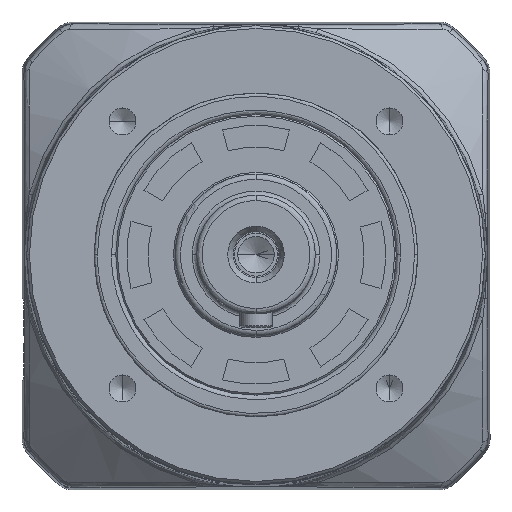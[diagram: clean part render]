
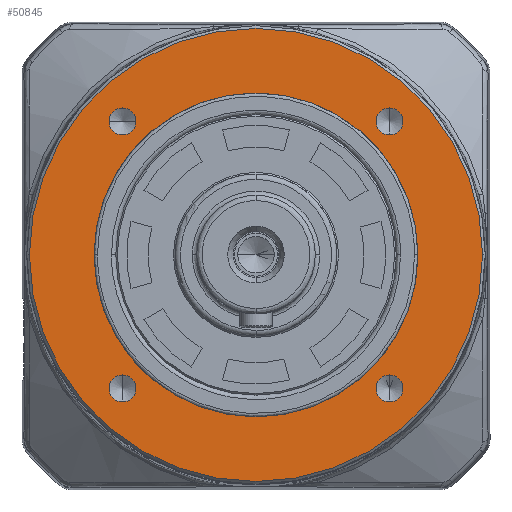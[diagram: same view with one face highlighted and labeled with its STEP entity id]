
A CAD part, top view. The second image highlights one B-rep face of the part: STEP entity #50845.
In plain terms, the highlighted planar face has unit normal (0, 0, 1).
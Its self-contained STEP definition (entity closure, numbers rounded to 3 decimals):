
#225 = ORIENTED_EDGE ( 'NONE', *, *, #50906, .T. ) ;
#746 = CARTESIAN_POINT ( 'NONE',  ( -24.749, -24.749, 41.5 ) ) ;
#849 = ORIENTED_EDGE ( 'NONE', *, *, #13893, .T. ) ;
#1191 = DIRECTION ( 'NONE',  ( 1., 0., 0. ) ) ;
#1501 = AXIS2_PLACEMENT_3D ( 'NONE', #31401, #31336, #31289 ) ;
#1757 = ORIENTED_EDGE ( 'NONE', *, *, #41093, .T. ) ;
#1843 = VERTEX_POINT ( 'NONE', #28169 ) ;
#2033 = CARTESIAN_POINT ( 'NONE',  ( 22.249, 24.749, 41.5 ) ) ;
#2747 = CIRCLE ( 'NONE', #1501, 2.5 ) ;
#3623 = FACE_BOUND ( 'NONE', #32791, .T. ) ;
#4312 = VERTEX_POINT ( 'NONE', #5029 ) ;
#4860 = DIRECTION ( 'NONE',  ( 1., 0., 0. ) ) ;
#5029 = CARTESIAN_POINT ( 'NONE',  ( -42., 0., 41.5 ) ) ;
#6029 = VERTEX_POINT ( 'NONE', #10048 ) ;
#6085 = DIRECTION ( 'NONE',  ( 1., 0., 0. ) ) ;
#6830 = CIRCLE ( 'NONE', #33380, 2.5 ) ;
#6862 = CIRCLE ( 'NONE', #15697, 2.5 ) ;
#7486 = CIRCLE ( 'NONE', #37736, 2.5 ) ;
#8286 = AXIS2_PLACEMENT_3D ( 'NONE', #47523, #23940, #47652 ) ;
#8504 = DIRECTION ( 'NONE',  ( 1., 0., 0. ) ) ;
#8564 = DIRECTION ( 'NONE',  ( 0., 0., -1. ) ) ;
#8658 = CARTESIAN_POINT ( 'NONE',  ( 0., 0., 41.5 ) ) ;
#8726 = VERTEX_POINT ( 'NONE', #39582 ) ;
#8944 = CARTESIAN_POINT ( 'NONE',  ( -30., 0., 41.5 ) ) ;
#9383 = AXIS2_PLACEMENT_3D ( 'NONE', #45928, #22316, #49783 ) ;
#9548 = CARTESIAN_POINT ( 'NONE',  ( 24.749, -24.749, 41.5 ) ) ;
#10048 = CARTESIAN_POINT ( 'NONE',  ( 42., 0., 41.5 ) ) ;
#10395 = CARTESIAN_POINT ( 'NONE',  ( 0., 0., 41.5 ) ) ;
#10911 = EDGE_CURVE ( 'NONE', #6029, #4312, #37056, .T. ) ;
#12252 = DIRECTION ( 'NONE',  ( 1., 0., 0. ) ) ;
#12298 = DIRECTION ( 'NONE',  ( 0., 0., -1. ) ) ;
#12307 = CARTESIAN_POINT ( 'NONE',  ( -24.749, -24.749, 41.5 ) ) ;
#12849 = CIRCLE ( 'NONE', #23283, 30. ) ;
#12856 = EDGE_CURVE ( 'NONE', #24510, #25708, #6862, .T. ) ;
#13086 = CIRCLE ( 'NONE', #45549, 42. ) ;
#13121 = CIRCLE ( 'NONE', #25884, 30. ) ;
#13471 = CARTESIAN_POINT ( 'NONE',  ( -22.249, -24.749, 41.5 ) ) ;
#13494 = VERTEX_POINT ( 'NONE', #42949 ) ;
#13561 = VERTEX_POINT ( 'NONE', #33989 ) ;
#13563 = DIRECTION ( 'NONE',  ( 1., 0., 0. ) ) ;
#13575 = ORIENTED_EDGE ( 'NONE', *, *, #13996, .T. ) ;
#13818 = VERTEX_POINT ( 'NONE', #25278 ) ;
#13893 = EDGE_CURVE ( 'NONE', #39849, #13494, #12849, .T. ) ;
#13996 = EDGE_CURVE ( 'NONE', #13494, #39849, #13121, .T. ) ;
#14370 = DIRECTION ( 'NONE',  ( -1., 0., 0. ) ) ;
#14502 = CARTESIAN_POINT ( 'NONE',  ( 24.749, -24.749, 41.5 ) ) ;
#14569 = ORIENTED_EDGE ( 'NONE', *, *, #12856, .T. ) ;
#15607 = FACE_BOUND ( 'NONE', #28131, .T. ) ;
#15697 = AXIS2_PLACEMENT_3D ( 'NONE', #30486, #30426, #30371 ) ;
#18010 = DIRECTION ( 'NONE',  ( 0., 0., 1. ) ) ;
#18535 = DIRECTION ( 'NONE',  ( 1., 0., 0. ) ) ;
#19812 = DIRECTION ( 'NONE',  ( 1., 0., 0. ) ) ;
#19877 = DIRECTION ( 'NONE',  ( 0., 0., -1. ) ) ;
#19954 = VERTEX_POINT ( 'NONE', #13471 ) ;
#19978 = CARTESIAN_POINT ( 'NONE',  ( 0., 0., 41.5 ) ) ;
#20353 = ORIENTED_EDGE ( 'NONE', *, *, #51201, .T. ) ;
#22316 = DIRECTION ( 'NONE',  ( 0., 0., -1. ) ) ;
#22602 = EDGE_CURVE ( 'NONE', #13818, #19954, #26690, .T. ) ;
#23283 = AXIS2_PLACEMENT_3D ( 'NONE', #19978, #19877, #19812 ) ;
#23354 = CARTESIAN_POINT ( 'NONE',  ( -27.249, 24.749, 41.5 ) ) ;
#23594 = FACE_BOUND ( 'NONE', #27306, .T. ) ;
#23746 = ORIENTED_EDGE ( 'NONE', *, *, #35191, .T. ) ;
#23940 = DIRECTION ( 'NONE',  ( 0., 0., -1. ) ) ;
#24510 = VERTEX_POINT ( 'NONE', #2033 ) ;
#24806 = FACE_OUTER_BOUND ( 'NONE', #32490, .T. ) ;
#25100 = DIRECTION ( 'NONE',  ( 0., 0., -1. ) ) ;
#25278 = CARTESIAN_POINT ( 'NONE',  ( -27.249, -24.749, 41.5 ) ) ;
#25708 = VERTEX_POINT ( 'NONE', #32053 ) ;
#25819 = PLANE ( 'NONE',  #35073 ) ;
#25884 = AXIS2_PLACEMENT_3D ( 'NONE', #8658, #8564, #8504 ) ;
#26023 = FACE_BOUND ( 'NONE', #27541, .T. ) ;
#26690 = CIRCLE ( 'NONE', #50182, 2.5 ) ;
#26995 = EDGE_CURVE ( 'NONE', #13561, #46155, #2747, .T. ) ;
#27306 = EDGE_LOOP ( 'NONE', ( #225, #23746 ) ) ;
#27541 = EDGE_LOOP ( 'NONE', ( #43370, #35594 ) ) ;
#28131 = EDGE_LOOP ( 'NONE', ( #20353, #14569 ) ) ;
#28169 = CARTESIAN_POINT ( 'NONE',  ( 27.249, -24.749, 41.5 ) ) ;
#28559 = DIRECTION ( 'NONE',  ( 0., 0., -1. ) ) ;
#29761 = CARTESIAN_POINT ( 'NONE',  ( 0., 0., 41.5 ) ) ;
#30371 = DIRECTION ( 'NONE',  ( 1., 0., 0. ) ) ;
#30426 = DIRECTION ( 'NONE',  ( 0., 0., -1. ) ) ;
#30486 = CARTESIAN_POINT ( 'NONE',  ( 24.749, 24.749, 41.5 ) ) ;
#31248 = ORIENTED_EDGE ( 'NONE', *, *, #26995, .T. ) ;
#31289 = DIRECTION ( 'NONE',  ( 1., 0., 0. ) ) ;
#31336 = DIRECTION ( 'NONE',  ( 0., 0., -1. ) ) ;
#31401 = CARTESIAN_POINT ( 'NONE',  ( -24.749, 24.749, 41.5 ) ) ;
#31809 = CIRCLE ( 'NONE', #9383, 2.5 ) ;
#32053 = CARTESIAN_POINT ( 'NONE',  ( 27.249, 24.749, 41.5 ) ) ;
#32490 = EDGE_LOOP ( 'NONE', ( #34078, #48181 ) ) ;
#32791 = EDGE_LOOP ( 'NONE', ( #13575, #849 ) ) ;
#33380 = AXIS2_PLACEMENT_3D ( 'NONE', #746, #28559, #4860 ) ;
#33989 = CARTESIAN_POINT ( 'NONE',  ( -22.249, 24.749, 41.5 ) ) ;
#34078 = ORIENTED_EDGE ( 'NONE', *, *, #46496, .F. ) ;
#35073 = AXIS2_PLACEMENT_3D ( 'NONE', #29761, #18010, #6085 ) ;
#35191 = EDGE_CURVE ( 'NONE', #8726, #1843, #49440, .T. ) ;
#35242 = FACE_BOUND ( 'NONE', #41990, .T. ) ;
#35594 = ORIENTED_EDGE ( 'NONE', *, *, #22602, .T. ) ;
#37056 = CIRCLE ( 'NONE', #8286, 42. ) ;
#37098 = DIRECTION ( 'NONE',  ( 0., 0., -1. ) ) ;
#37736 = AXIS2_PLACEMENT_3D ( 'NONE', #14502, #42026, #18535 ) ;
#37909 = DIRECTION ( 'NONE',  ( 0., 0., -1. ) ) ;
#39582 = CARTESIAN_POINT ( 'NONE',  ( 22.249, -24.749, 41.5 ) ) ;
#39849 = VERTEX_POINT ( 'NONE', #8944 ) ;
#41093 = EDGE_CURVE ( 'NONE', #46155, #13561, #31809, .T. ) ;
#41990 = EDGE_LOOP ( 'NONE', ( #31248, #1757 ) ) ;
#42026 = DIRECTION ( 'NONE',  ( 0., 0., -1. ) ) ;
#42949 = CARTESIAN_POINT ( 'NONE',  ( 30., 0., 41.5 ) ) ;
#43370 = ORIENTED_EDGE ( 'NONE', *, *, #50685, .T. ) ;
#45156 = CIRCLE ( 'NONE', #49897, 2.5 ) ;
#45549 = AXIS2_PLACEMENT_3D ( 'NONE', #10395, #37909, #14370 ) ;
#45928 = CARTESIAN_POINT ( 'NONE',  ( -24.749, 24.749, 41.5 ) ) ;
#46155 = VERTEX_POINT ( 'NONE', #23354 ) ;
#46496 = EDGE_CURVE ( 'NONE', #4312, #6029, #13086, .T. ) ;
#47523 = CARTESIAN_POINT ( 'NONE',  ( 0., 0., 41.5 ) ) ;
#47652 = DIRECTION ( 'NONE',  ( -1., 0., 0. ) ) ;
#48181 = ORIENTED_EDGE ( 'NONE', *, *, #10911, .F. ) ;
#48647 = CARTESIAN_POINT ( 'NONE',  ( 24.749, 24.749, 41.5 ) ) ;
#49205 = AXIS2_PLACEMENT_3D ( 'NONE', #9548, #37098, #13563 ) ;
#49440 = CIRCLE ( 'NONE', #49205, 2.5 ) ;
#49783 = DIRECTION ( 'NONE',  ( 1., 0., 0. ) ) ;
#49897 = AXIS2_PLACEMENT_3D ( 'NONE', #48647, #25100, #1191 ) ;
#50182 = AXIS2_PLACEMENT_3D ( 'NONE', #12307, #12298, #12252 ) ;
#50685 = EDGE_CURVE ( 'NONE', #19954, #13818, #6830, .T. ) ;
#50845 = ADVANCED_FACE ( 'NONE', ( #3623, #24806, #15607, #23594, #26023, #35242 ), #25819, .T. ) ;
#50906 = EDGE_CURVE ( 'NONE', #1843, #8726, #7486, .T. ) ;
#51201 = EDGE_CURVE ( 'NONE', #25708, #24510, #45156, .T. ) ;
